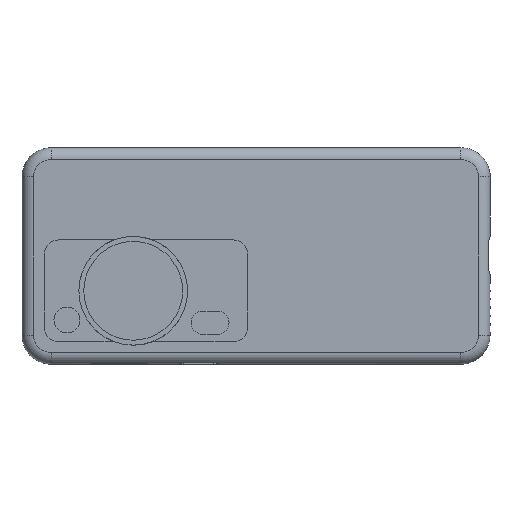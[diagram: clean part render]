
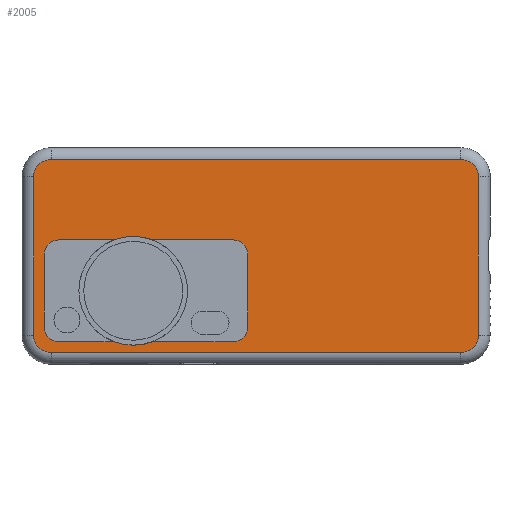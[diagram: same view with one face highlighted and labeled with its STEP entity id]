
A CAD part, front view. The second image highlights one B-rep face of the part: STEP entity #2005.
In plain terms, the highlighted planar face has unit normal (0, -1, 0).
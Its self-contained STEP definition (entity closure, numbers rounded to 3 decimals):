
#1 = VERTEX_POINT ( 'NONE', #2275 ) ;
#62 = AXIS2_PLACEMENT_3D ( 'NONE', #2916, #3387, #538 ) ;
#85 = AXIS2_PLACEMENT_3D ( 'NONE', #2144, #3074, #698 ) ;
#128 = ORIENTED_EDGE ( 'NONE', *, *, #5366, .T. ) ;
#135 = CARTESIAN_POINT ( 'NONE',  ( -61.696, 0., -34.652 ) ) ;
#346 = VECTOR ( 'NONE', #444, 1000. ) ;
#366 = FACE_OUTER_BOUND ( 'NONE', #1440, .T. ) ;
#385 = LINE ( 'NONE', #3688, #346 ) ;
#398 = EDGE_CURVE ( 'NONE', #4153, #2353, #1640, .T. ) ;
#441 = AXIS2_PLACEMENT_3D ( 'NONE', #4613, #2616, #4575 ) ;
#444 = DIRECTION ( 'NONE',  ( 0., 0., -1. ) ) ;
#538 = DIRECTION ( 'NONE',  ( 0., 0., -1. ) ) ;
#635 = DIRECTION ( 'NONE',  ( 0., 0., 1. ) ) ;
#698 = DIRECTION ( 'NONE',  ( 0., 0., -1. ) ) ;
#731 = CARTESIAN_POINT ( 'NONE',  ( 85.304, 0., -28.652 ) ) ;
#753 = EDGE_CURVE ( 'NONE', #2353, #2769, #2350, .T. ) ;
#887 = VERTEX_POINT ( 'NONE', #135 ) ;
#1069 = CIRCLE ( 'NONE', #441, 6. ) ;
#1169 = ORIENTED_EDGE ( 'NONE', *, *, #1198, .T. ) ;
#1198 = EDGE_CURVE ( 'NONE', #5989, #5185, #1069, .T. ) ;
#1440 = EDGE_LOOP ( 'NONE', ( #4497, #1169, #1777, #128, #3317, #2827, #3109, #5152 ) ) ;
#1640 = LINE ( 'NONE', #4879, #5062 ) ;
#1649 = CARTESIAN_POINT ( 'NONE',  ( -61.696, 0., -28.652 ) ) ;
#1777 = ORIENTED_EDGE ( 'NONE', *, *, #2850, .T. ) ;
#2005 = ADVANCED_FACE ( 'NONE', ( #366 ), #4337, .T. ) ;
#2010 = CARTESIAN_POINT ( 'NONE',  ( -67.696, 0., 25.848 ) ) ;
#2144 = CARTESIAN_POINT ( 'NONE',  ( 79.304, 0., -28.652 ) ) ;
#2169 = CIRCLE ( 'NONE', #3500, 6. ) ;
#2275 = CARTESIAN_POINT ( 'NONE',  ( -67.696, 0., -28.652 ) ) ;
#2350 = CIRCLE ( 'NONE', #62, 6. ) ;
#2353 = VERTEX_POINT ( 'NONE', #4204 ) ;
#2616 = DIRECTION ( 'NONE',  ( 0., -1., 0. ) ) ;
#2769 = VERTEX_POINT ( 'NONE', #4517 ) ;
#2827 = ORIENTED_EDGE ( 'NONE', *, *, #5918, .T. ) ;
#2850 = EDGE_CURVE ( 'NONE', #5185, #1, #385, .T. ) ;
#2855 = CARTESIAN_POINT ( 'NONE',  ( 79.304, 0., -34.652 ) ) ;
#2916 = CARTESIAN_POINT ( 'NONE',  ( 79.304, 0., 25.848 ) ) ;
#2924 = DIRECTION ( 'NONE',  ( -1., 0., 0. ) ) ;
#2997 = CARTESIAN_POINT ( 'NONE',  ( -61.696, 0., 31.848 ) ) ;
#3074 = DIRECTION ( 'NONE',  ( 0., -1., 0. ) ) ;
#3085 = VECTOR ( 'NONE', #4747, 1000. ) ;
#3109 = ORIENTED_EDGE ( 'NONE', *, *, #398, .T. ) ;
#3136 = DIRECTION ( 'NONE',  ( 0., 0., -1. ) ) ;
#3270 = LINE ( 'NONE', #2855, #3085 ) ;
#3317 = ORIENTED_EDGE ( 'NONE', *, *, #5090, .T. ) ;
#3387 = DIRECTION ( 'NONE',  ( 0., -1., 0. ) ) ;
#3500 = AXIS2_PLACEMENT_3D ( 'NONE', #1649, #4155, #3136 ) ;
#3688 = CARTESIAN_POINT ( 'NONE',  ( -67.696, 0., -28.652 ) ) ;
#4153 = VERTEX_POINT ( 'NONE', #731 ) ;
#4155 = DIRECTION ( 'NONE',  ( 0., -1., 0. ) ) ;
#4204 = CARTESIAN_POINT ( 'NONE',  ( 85.304, 0., 25.848 ) ) ;
#4304 = DIRECTION ( 'NONE',  ( 0., 0., -1. ) ) ;
#4337 = PLANE ( 'NONE',  #4923 ) ;
#4497 = ORIENTED_EDGE ( 'NONE', *, *, #5234, .T. ) ;
#4517 = CARTESIAN_POINT ( 'NONE',  ( 79.304, 0., 31.848 ) ) ;
#4575 = DIRECTION ( 'NONE',  ( 0., 0., -1. ) ) ;
#4604 = VECTOR ( 'NONE', #2924, 1000. ) ;
#4613 = CARTESIAN_POINT ( 'NONE',  ( -61.696, 0., 25.848 ) ) ;
#4718 = VERTEX_POINT ( 'NONE', #5598 ) ;
#4747 = DIRECTION ( 'NONE',  ( 1., 0., 0. ) ) ;
#4879 = CARTESIAN_POINT ( 'NONE',  ( 85.304, 0., 25.848 ) ) ;
#4923 = AXIS2_PLACEMENT_3D ( 'NONE', #5175, #5210, #4304 ) ;
#5062 = VECTOR ( 'NONE', #635, 1000. ) ;
#5090 = EDGE_CURVE ( 'NONE', #887, #4718, #3270, .T. ) ;
#5152 = ORIENTED_EDGE ( 'NONE', *, *, #753, .T. ) ;
#5175 = CARTESIAN_POINT ( 'NONE',  ( 79.304, 0., -28.652 ) ) ;
#5185 = VERTEX_POINT ( 'NONE', #2010 ) ;
#5197 = CIRCLE ( 'NONE', #85, 6. ) ;
#5210 = DIRECTION ( 'NONE',  ( 0., -1., 0. ) ) ;
#5234 = EDGE_CURVE ( 'NONE', #2769, #5989, #5940, .T. ) ;
#5366 = EDGE_CURVE ( 'NONE', #1, #887, #2169, .T. ) ;
#5598 = CARTESIAN_POINT ( 'NONE',  ( 79.304, 0., -34.652 ) ) ;
#5631 = CARTESIAN_POINT ( 'NONE',  ( -61.696, 0., 31.848 ) ) ;
#5918 = EDGE_CURVE ( 'NONE', #4718, #4153, #5197, .T. ) ;
#5940 = LINE ( 'NONE', #2997, #4604 ) ;
#5989 = VERTEX_POINT ( 'NONE', #5631 ) ;
